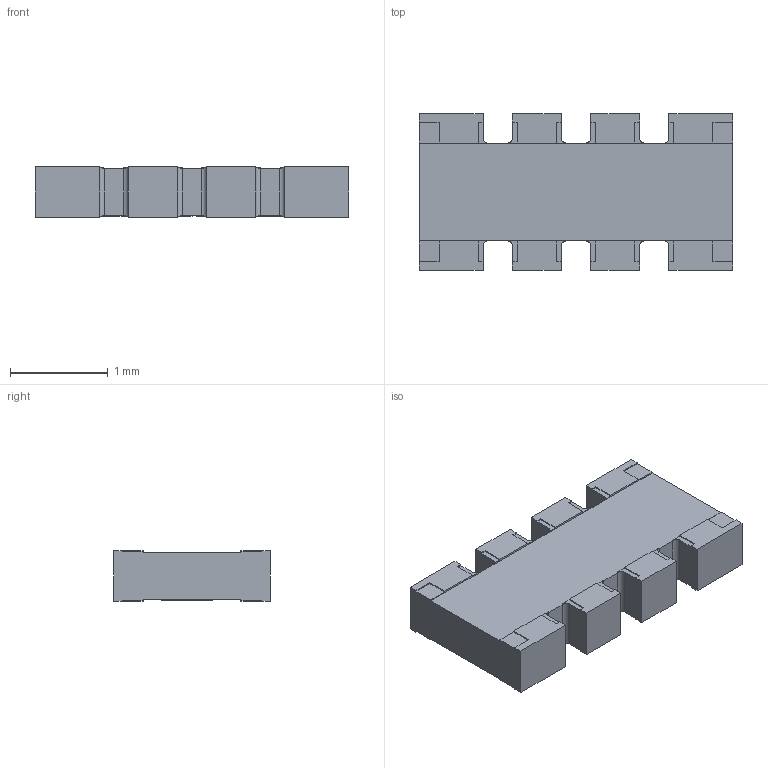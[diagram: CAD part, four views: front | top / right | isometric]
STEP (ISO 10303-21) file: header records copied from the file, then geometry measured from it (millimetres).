
FILE_DESCRIPTION (( 'STEP AP214' ), '1' );
FILE_NAME ('User Library-R-0603-Array-4-1.STEP', '2016-01-18T05:43:32', ( 'Windows User' ), ( '' ), 'SwSTEP 2.0', 'SolidWorks 2016', '' );
FILE_SCHEMA (( 'AUTOMOTIVE_DESIGN' ));
Length unit declared in the file: millimetre
Products named in the file (1): User Library-R-0603-Array-4-1
Bounding box: 3.2 x 1.6 x 0.52 mm (x, y, z)
Volume: 2.3 mm3; surface area: 16.1 mm2
Topology: 1 solids, 1 shells, 288 faces, 828 edges, 552 vertices
Faces by surface type: plane 219, bspline 57, cylinder 12
Entity records: 12948 total; most frequent: CARTESIAN_POINT 4118, ORIENTED_EDGE 1656, DIRECTION 1226, EDGE_CURVE 828, LINE 666, VECTOR 666, VERTEX_POINT 552, EDGE_LOOP 298
